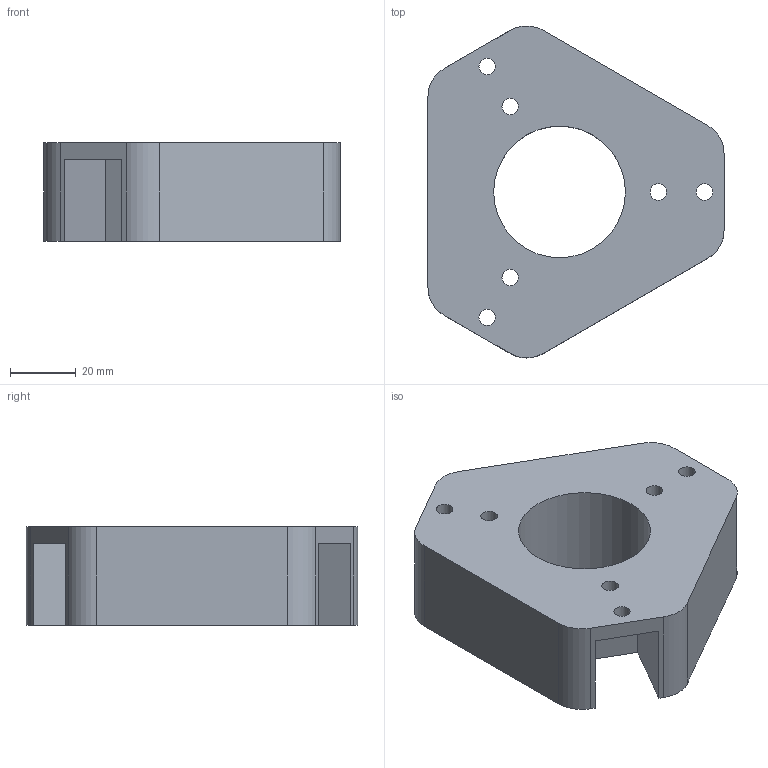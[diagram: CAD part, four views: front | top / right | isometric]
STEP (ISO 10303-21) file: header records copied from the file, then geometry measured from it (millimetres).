
FILE_DESCRIPTION(/* description */ (''),/* implementation_level */ '2;1');
FILE_NAME(/* name */ 'Central Connector.step',/* time_stamp */ '2023-01-22T10:57:14+05:30',/* author */ (''),/* organization */ (''),/* preprocessor_version */ 'ST-DEVELOPER v19.2',/* originating_system */ 'Autodesk Translation Framework v11.17.0.187',/* authorisation */ '');
FILE_SCHEMA (('AUTOMOTIVE_DESIGN { 1 0 10303 214 3 1 1 }'));
Length unit declared in the file: millimetre
Products named in the file (3): Frame; Main Frame; Component6
Assembly tree (2 placements, depth 3):
  Frame
    Main Frame
      Component6
Bounding box: 90 x 100.83 x 30 mm (x, y, z)
Volume: 125894.3 mm3; surface area: 27847.3 mm2
Topology: 1 solids, 1 shells, 33 faces, 93 edges, 62 vertices
Faces by surface type: plane 20, cylinder 13
Full cylindrical faces by diameter (mm): 5 x6, 40 x1
Entity records: 1174 total; most frequent: DIRECTION 195, CARTESIAN_POINT 193, ORIENTED_EDGE 186, EDGE_CURVE 93, LINE 67, VECTOR 67, AXIS2_PLACEMENT_3D 64, VERTEX_POINT 62
